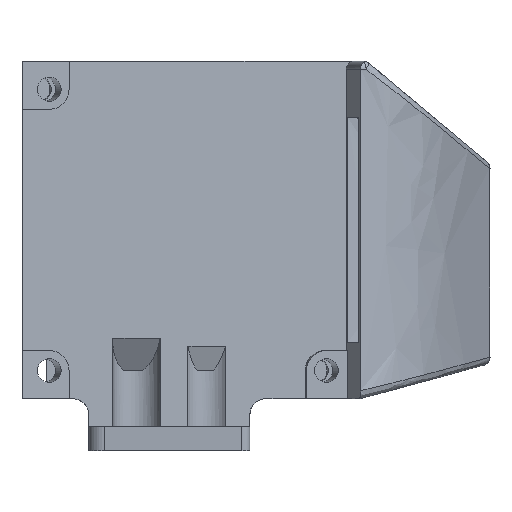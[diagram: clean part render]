
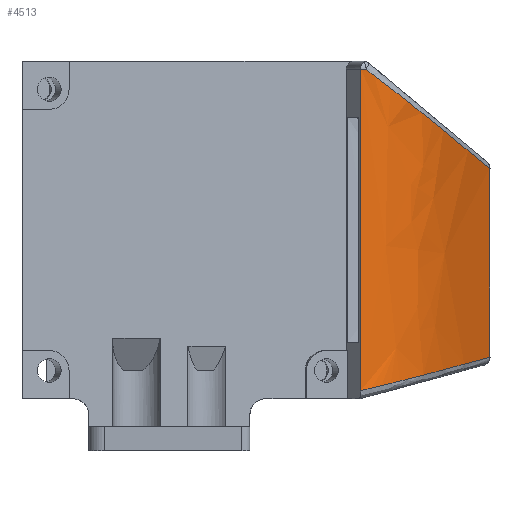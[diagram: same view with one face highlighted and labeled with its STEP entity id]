
A CAD part, left-side view. The second image highlights one B-rep face of the part: STEP entity #4513.
In plain terms, the highlighted free-form (B-spline) face has degree [3, 1] with [10, 2] control points.
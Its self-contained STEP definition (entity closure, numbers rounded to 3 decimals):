
#44=B_SPLINE_CURVE_WITH_KNOTS('',3,(#7166,#7167,#7168,#7169,#7170,#7171,
#7172),.UNSPECIFIED.,.F.,.F.,(4,1,2,4),(-2.728,-2.045,
-1.363,-1.363),.UNSPECIFIED.);
#45=B_SPLINE_CURVE_WITH_KNOTS('',3,(#7174,#7175,#7176,#7177,#7178),
 .UNSPECIFIED.,.F.,.F.,(4,1,4),(-1.363,-0.872,-0.381),
 .UNSPECIFIED.);
#46=B_SPLINE_CURVE_WITH_KNOTS('',3,(#7180,#7181,#7182,#7183,#7184,#7185,
#7186,#7187,#7188,#7189,#7190),.UNSPECIFIED.,.F.,.F.,(4,2,1,1,1,1,1,4),
(-0.381,-0.381,-0.281,-0.181,
-0.081,-0.032,-0.007,-0.001),
 .UNSPECIFIED.);
#48=B_SPLINE_CURVE_WITH_KNOTS('',3,(#7230,#7231,#7232,#7233),
 .UNSPECIFIED.,.F.,.F.,(4,4),(-2.795,-2.737),
 .UNSPECIFIED.);
#50=B_SPLINE_CURVE_WITH_KNOTS('',3,(#7289,#7290,#7291,#7292,#7293,#7294),
 .UNSPECIFIED.,.F.,.F.,(4,2,4),(-3.036,-2.642,-2.642),
 .UNSPECIFIED.);
#51=B_SPLINE_CURVE_WITH_KNOTS('',3,(#7296,#7297,#7298,#7299,#7300),
 .UNSPECIFIED.,.F.,.F.,(4,1,4),(-2.642,-2.202,-1.543),
 .UNSPECIFIED.);
#52=B_SPLINE_CURVE_WITH_KNOTS('',3,(#7301,#7302,#7303,#7304,#7305,#7306),
 .UNSPECIFIED.,.F.,.F.,(4,2,4),(-1.543,-1.543,-0.105),
 .UNSPECIFIED.);
#53=B_SPLINE_CURVE_WITH_KNOTS('',3,(#7327,#7328,#7329,#7330),
 .UNSPECIFIED.,.F.,.F.,(4,4),(-2.863,-0.515),
 .UNSPECIFIED.);
#57=B_SPLINE_CURVE_WITH_KNOTS('',3,(#7386,#7387,#7388,#7389,#7390,#7391),
 .UNSPECIFIED.,.F.,.F.,(4,2,4),(-4.101,-2.1,-0.1),
 .UNSPECIFIED.);
#149=B_SPLINE_SURFACE_WITH_KNOTS('',3,1,((#7366,#7367),(#7368,#7369),(#7370,
#7371),(#7372,#7373),(#7374,#7375),(#7376,#7377),(#7378,#7379),(#7380,#7381),
(#7382,#7383),(#7384,#7385)),.UNSPECIFIED.,.F.,.F.,.F.,(4,3,3,4),(2,2),
(0.,0.5,0.843,1.),(-0.1,4.1),.UNSPECIFIED.);
#494=FACE_OUTER_BOUND('',#761,.T.);
#761=EDGE_LOOP('',(#3418,#3419,#3420,#3421,#3422,#3423,#3424,#3425,#3426));
#2015=VERTEX_POINT('',#6809);
#2033=VERTEX_POINT('',#6873);
#2043=VERTEX_POINT('',#7075);
#2045=VERTEX_POINT('',#7165);
#2046=VERTEX_POINT('',#7173);
#2047=VERTEX_POINT('',#7179);
#2050=VERTEX_POINT('',#7207);
#2051=VERTEX_POINT('',#7288);
#2052=VERTEX_POINT('',#7295);
#2556=EDGE_CURVE('',#2043,#2045,#44,.T.);
#2557=EDGE_CURVE('',#2045,#2046,#45,.T.);
#2558=EDGE_CURVE('',#2046,#2047,#46,.T.);
#2564=EDGE_CURVE('',#2015,#2033,#48,.T.);
#2566=EDGE_CURVE('',#2033,#2051,#50,.T.);
#2567=EDGE_CURVE('',#2051,#2052,#51,.T.);
#2568=EDGE_CURVE('',#2052,#2050,#52,.T.);
#2569=EDGE_CURVE('',#2050,#2043,#53,.T.);
#2575=EDGE_CURVE('',#2047,#2015,#57,.T.);
#3418=ORIENTED_EDGE('',*,*,#2558,.F.);
#3419=ORIENTED_EDGE('',*,*,#2557,.F.);
#3420=ORIENTED_EDGE('',*,*,#2556,.F.);
#3421=ORIENTED_EDGE('',*,*,#2569,.F.);
#3422=ORIENTED_EDGE('',*,*,#2568,.F.);
#3423=ORIENTED_EDGE('',*,*,#2567,.F.);
#3424=ORIENTED_EDGE('',*,*,#2566,.F.);
#3425=ORIENTED_EDGE('',*,*,#2564,.F.);
#3426=ORIENTED_EDGE('',*,*,#2575,.F.);
#4513=ADVANCED_FACE('',(#494),#149,.T.);
#6809=CARTESIAN_POINT('',(-32.676,-39.114,63.5));
#6873=CARTESIAN_POINT('',(-32.529,-39.74,63.5));
#7075=CARTESIAN_POINT('',(-10.961,-55.145,27.652));
#7165=CARTESIAN_POINT('',(-23.419,-49.412,26.094));
#7166=CARTESIAN_POINT('Ctrl Pts',(-10.961,-55.145,27.652));
#7167=CARTESIAN_POINT('Ctrl Pts',(-13.051,-54.292,27.416));
#7168=CARTESIAN_POINT('Ctrl Pts',(-17.272,-52.593,26.95));
#7169=CARTESIAN_POINT('Ctrl Pts',(-21.419,-50.574,26.404));
#7170=CARTESIAN_POINT('Ctrl Pts',(-23.417,-49.41,26.093));
#7171=CARTESIAN_POINT('Ctrl Pts',(-23.418,-49.41,26.093));
#7172=CARTESIAN_POINT('Ctrl Pts',(-23.418,-49.41,26.093));
#7173=CARTESIAN_POINT('',(-31.068,-42.875,24.402));
#7174=CARTESIAN_POINT('Ctrl Pts',(-23.418,-49.41,26.093));
#7175=CARTESIAN_POINT('Ctrl Pts',(-24.854,-48.574,25.87));
#7176=CARTESIAN_POINT('Ctrl Pts',(-27.643,-46.761,25.389));
#7177=CARTESIAN_POINT('Ctrl Pts',(-30.102,-44.315,24.76));
#7178=CARTESIAN_POINT('Ctrl Pts',(-31.067,-42.874,24.402));
#7179=CARTESIAN_POINT('',(-32.676,-39.114,23.486));
#7180=CARTESIAN_POINT('Ctrl Pts',(-31.067,-42.874,24.402));
#7181=CARTESIAN_POINT('Ctrl Pts',(-31.068,-42.873,24.402));
#7182=CARTESIAN_POINT('Ctrl Pts',(-31.068,-42.872,24.402));
#7183=CARTESIAN_POINT('Ctrl Pts',(-31.266,-42.578,24.329));
#7184=CARTESIAN_POINT('Ctrl Pts',(-31.638,-41.969,24.178));
#7185=CARTESIAN_POINT('Ctrl Pts',(-32.112,-40.995,23.94));
#7186=CARTESIAN_POINT('Ctrl Pts',(-32.421,-40.144,23.734));
#7187=CARTESIAN_POINT('Ctrl Pts',(-32.586,-39.53,23.587));
#7188=CARTESIAN_POINT('Ctrl Pts',(-32.649,-39.246,23.519));
#7189=CARTESIAN_POINT('Ctrl Pts',(-32.672,-39.135,23.493));
#7190=CARTESIAN_POINT('Ctrl Pts',(-32.676,-39.113,23.488));
#7207=CARTESIAN_POINT('',(-10.961,-55.145,51.13));
#7230=CARTESIAN_POINT('Ctrl Pts',(-32.676,-39.114,63.5));
#7231=CARTESIAN_POINT('Ctrl Pts',(-32.634,-39.324,63.5));
#7232=CARTESIAN_POINT('Ctrl Pts',(-32.585,-39.533,63.5));
#7233=CARTESIAN_POINT('Ctrl Pts',(-32.529,-39.74,63.5));
#7288=CARTESIAN_POINT('',(-31.068,-42.875,61.116));
#7289=CARTESIAN_POINT('Ctrl Pts',(-32.529,-39.74,63.5));
#7290=CARTESIAN_POINT('Ctrl Pts',(-32.229,-40.844,62.672));
#7291=CARTESIAN_POINT('Ctrl Pts',(-31.719,-41.904,61.866));
#7292=CARTESIAN_POINT('Ctrl Pts',(-31.069,-42.875,61.116));
#7293=CARTESIAN_POINT('Ctrl Pts',(-31.069,-42.875,61.115));
#7294=CARTESIAN_POINT('Ctrl Pts',(-31.069,-42.875,61.115));
#7295=CARTESIAN_POINT('',(-23.419,-49.412,55.889));
#7296=CARTESIAN_POINT('Ctrl Pts',(-31.069,-42.875,61.115));
#7297=CARTESIAN_POINT('Ctrl Pts',(-30.343,-43.959,60.278));
#7298=CARTESIAN_POINT('Ctrl Pts',(-28.068,-46.451,58.309));
#7299=CARTESIAN_POINT('Ctrl Pts',(-25.21,-48.366,56.748));
#7300=CARTESIAN_POINT('Ctrl Pts',(-23.418,-49.411,55.89));
#7301=CARTESIAN_POINT('Ctrl Pts',(-23.418,-49.411,55.89));
#7302=CARTESIAN_POINT('Ctrl Pts',(-23.417,-49.412,55.889));
#7303=CARTESIAN_POINT('Ctrl Pts',(-23.415,-49.413,55.888));
#7304=CARTESIAN_POINT('Ctrl Pts',(-19.504,-51.693,54.015));
#7305=CARTESIAN_POINT('Ctrl Pts',(-15.178,-53.423,52.579));
#7306=CARTESIAN_POINT('Ctrl Pts',(-10.961,-55.145,51.13));
#7327=CARTESIAN_POINT('Ctrl Pts',(-10.961,-55.145,51.13));
#7328=CARTESIAN_POINT('Ctrl Pts',(-10.961,-55.145,43.304));
#7329=CARTESIAN_POINT('Ctrl Pts',(-10.961,-55.145,35.478));
#7330=CARTESIAN_POINT('Ctrl Pts',(-10.961,-55.145,27.652));
#7366=CARTESIAN_POINT('Ctrl Pts',(-10.041,-55.523,64.5));
#7367=CARTESIAN_POINT('Ctrl Pts',(-10.041,-55.523,22.5));
#7368=CARTESIAN_POINT('Ctrl Pts',(-13.719,-53.999,64.5));
#7369=CARTESIAN_POINT('Ctrl Pts',(-13.719,-53.999,22.5));
#7370=CARTESIAN_POINT('Ctrl Pts',(-18.911,-52.037,64.5));
#7371=CARTESIAN_POINT('Ctrl Pts',(-18.911,-52.037,22.5));
#7372=CARTESIAN_POINT('Ctrl Pts',(-23.419,-49.412,64.5));
#7373=CARTESIAN_POINT('Ctrl Pts',(-23.419,-49.412,22.5));
#7374=CARTESIAN_POINT('Ctrl Pts',(-26.511,-47.612,64.5));
#7375=CARTESIAN_POINT('Ctrl Pts',(-26.511,-47.612,22.5));
#7376=CARTESIAN_POINT('Ctrl Pts',(-29.306,-45.505,64.5));
#7377=CARTESIAN_POINT('Ctrl Pts',(-29.306,-45.505,22.5));
#7378=CARTESIAN_POINT('Ctrl Pts',(-31.068,-42.875,64.5));
#7379=CARTESIAN_POINT('Ctrl Pts',(-31.068,-42.875,22.5));
#7380=CARTESIAN_POINT('Ctrl Pts',(-31.876,-41.67,64.5));
#7381=CARTESIAN_POINT('Ctrl Pts',(-31.876,-41.67,22.5));
#7382=CARTESIAN_POINT('Ctrl Pts',(-32.461,-40.347,64.5));
#7383=CARTESIAN_POINT('Ctrl Pts',(-32.461,-40.347,22.5));
#7384=CARTESIAN_POINT('Ctrl Pts',(-32.713,-38.917,64.5));
#7385=CARTESIAN_POINT('Ctrl Pts',(-32.713,-38.917,22.5));
#7386=CARTESIAN_POINT('Ctrl Pts',(-32.676,-39.114,23.486));
#7387=CARTESIAN_POINT('Ctrl Pts',(-32.676,-39.114,30.157));
#7388=CARTESIAN_POINT('Ctrl Pts',(-32.676,-39.114,36.829));
#7389=CARTESIAN_POINT('Ctrl Pts',(-32.676,-39.114,50.167));
#7390=CARTESIAN_POINT('Ctrl Pts',(-32.676,-39.114,56.833));
#7391=CARTESIAN_POINT('Ctrl Pts',(-32.676,-39.114,63.5));
